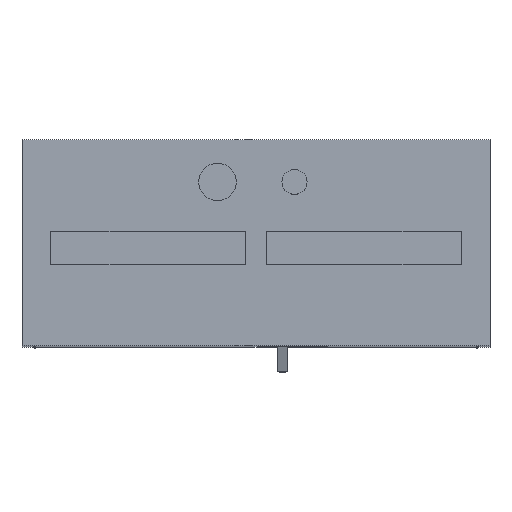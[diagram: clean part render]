
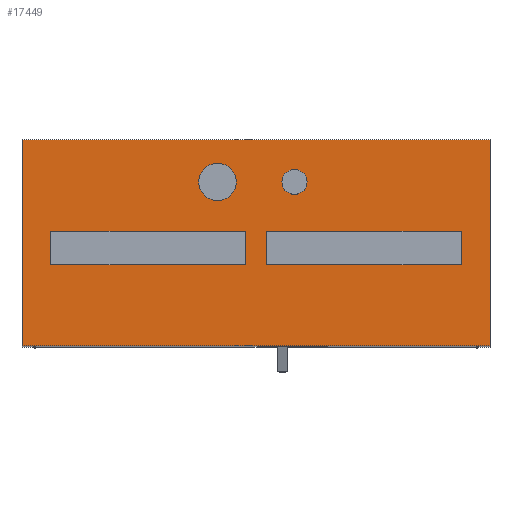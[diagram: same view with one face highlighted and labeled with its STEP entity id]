
A CAD part, top view. The second image highlights one B-rep face of the part: STEP entity #17449.
In plain terms, the highlighted planar face has unit normal (0, 0, 1).
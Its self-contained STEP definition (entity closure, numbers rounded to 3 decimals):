
#447=CIRCLE('',#18531,40.);
#449=CIRCLE('',#18535,37.5);
#603=FACE_BOUND('',#1807,.T.);
#604=FACE_BOUND('',#1808,.T.);
#605=FACE_BOUND('',#1809,.T.);
#606=FACE_BOUND('',#1810,.T.);
#823=FACE_OUTER_BOUND('',#1806,.T.);
#1806=EDGE_LOOP('',(#11263,#11264,#11265,#11266));
#1807=EDGE_LOOP('',(#11267,#11268,#11269,#11270));
#1808=EDGE_LOOP('',(#11271,#11272,#11273,#11274));
#1809=EDGE_LOOP('',(#11275));
#1810=EDGE_LOOP('',(#11276));
#2952=LINE('',#23663,#4977);
#2956=LINE('',#23671,#4981);
#2959=LINE('',#23677,#4984);
#2962=LINE('',#23682,#4987);
#2964=LINE('',#23688,#4989);
#2968=LINE('',#23696,#4993);
#2971=LINE('',#23702,#4996);
#2974=LINE('',#23707,#4999);
#2994=LINE('',#23762,#5019);
#2998=LINE('',#23769,#5023);
#2999=LINE('',#23772,#5024);
#3000=LINE('',#23773,#5025);
#4977=VECTOR('',#19728,10.);
#4981=VECTOR('',#19734,10.);
#4984=VECTOR('',#19739,10.);
#4987=VECTOR('',#19744,10.);
#4989=VECTOR('',#19750,10.);
#4993=VECTOR('',#19756,10.);
#4996=VECTOR('',#19761,10.);
#4999=VECTOR('',#19766,10.);
#5019=VECTOR('',#19824,10.);
#5023=VECTOR('',#19830,10.);
#5024=VECTOR('',#19833,10.);
#5025=VECTOR('',#19834,10.);
#6948=VERTEX_POINT('',#23661);
#6949=VERTEX_POINT('',#23662);
#6952=VERTEX_POINT('',#23670);
#6954=VERTEX_POINT('',#23676);
#6956=VERTEX_POINT('',#23686);
#6957=VERTEX_POINT('',#23687);
#6960=VERTEX_POINT('',#23695);
#6962=VERTEX_POINT('',#23701);
#6965=VERTEX_POINT('',#23713);
#6967=VERTEX_POINT('',#23719);
#6978=VERTEX_POINT('',#23759);
#6979=VERTEX_POINT('',#23761);
#6981=VERTEX_POINT('',#23767);
#6982=VERTEX_POINT('',#23771);
#8590=EDGE_CURVE('',#6948,#6949,#2952,.T.);
#8594=EDGE_CURVE('',#6952,#6948,#2956,.T.);
#8597=EDGE_CURVE('',#6954,#6952,#2959,.T.);
#8600=EDGE_CURVE('',#6949,#6954,#2962,.T.);
#8602=EDGE_CURVE('',#6956,#6957,#2964,.T.);
#8606=EDGE_CURVE('',#6960,#6956,#2968,.T.);
#8609=EDGE_CURVE('',#6962,#6960,#2971,.T.);
#8612=EDGE_CURVE('',#6957,#6962,#2974,.T.);
#8615=EDGE_CURVE('',#6965,#6965,#447,.T.);
#8617=EDGE_CURVE('',#6967,#6967,#449,.T.);
#8636=EDGE_CURVE('',#6978,#6979,#2994,.T.);
#8640=EDGE_CURVE('',#6978,#6981,#2998,.T.);
#8641=EDGE_CURVE('',#6982,#6981,#2999,.T.);
#8642=EDGE_CURVE('',#6979,#6982,#3000,.T.);
#11263=ORIENTED_EDGE('',*,*,#8640,.T.);
#11264=ORIENTED_EDGE('',*,*,#8641,.F.);
#11265=ORIENTED_EDGE('',*,*,#8642,.F.);
#11266=ORIENTED_EDGE('',*,*,#8636,.F.);
#11267=ORIENTED_EDGE('',*,*,#8590,.T.);
#11268=ORIENTED_EDGE('',*,*,#8600,.T.);
#11269=ORIENTED_EDGE('',*,*,#8597,.T.);
#11270=ORIENTED_EDGE('',*,*,#8594,.T.);
#11271=ORIENTED_EDGE('',*,*,#8602,.T.);
#11272=ORIENTED_EDGE('',*,*,#8612,.T.);
#11273=ORIENTED_EDGE('',*,*,#8609,.T.);
#11274=ORIENTED_EDGE('',*,*,#8606,.T.);
#11275=ORIENTED_EDGE('',*,*,#8615,.T.);
#11276=ORIENTED_EDGE('',*,*,#8617,.T.);
#15729=PLANE('',#18548);
#17449=ADVANCED_FACE('',(#823,#603,#604,#605,#606),#15729,.T.);
#18531=AXIS2_PLACEMENT_3D('',#23714,#19774,#19775);
#18535=AXIS2_PLACEMENT_3D('',#23720,#19782,#19783);
#18548=AXIS2_PLACEMENT_3D('',#23770,#19831,#19832);
#19728=DIRECTION('',(0.,1.,0.));
#19734=DIRECTION('',(-1.,0.,0.));
#19739=DIRECTION('',(0.,-1.,0.));
#19744=DIRECTION('',(1.,0.,0.));
#19750=DIRECTION('',(0.,1.,0.));
#19756=DIRECTION('',(-1.,0.,0.));
#19761=DIRECTION('',(0.,-1.,0.));
#19766=DIRECTION('',(1.,0.,0.));
#19774=DIRECTION('center_axis',(0.,0.,-1.));
#19775=DIRECTION('ref_axis',(-1.,0.,0.));
#19782=DIRECTION('center_axis',(0.,0.,-1.));
#19783=DIRECTION('ref_axis',(-1.,0.,0.));
#19824=DIRECTION('',(1.,0.,0.));
#19830=DIRECTION('',(0.,-1.,0.));
#19831=DIRECTION('center_axis',(0.,0.,1.));
#19832=DIRECTION('ref_axis',(-1.,0.,0.));
#19833=DIRECTION('',(-1.,0.,0.));
#19834=DIRECTION('',(0.,-1.,0.));
#23661=CARTESIAN_POINT('',(-612.553,-65.5,1025.125));
#23662=CARTESIAN_POINT('',(-612.553,34.5,1025.125));
#23663=CARTESIAN_POINT('',(-612.553,-32.75,1025.125));
#23670=CARTESIAN_POINT('',(-32.553,-65.5,1025.125));
#23671=CARTESIAN_POINT('',(333.25,-65.5,1025.125));
#23676=CARTESIAN_POINT('',(-32.553,34.5,1025.125));
#23677=CARTESIAN_POINT('',(-32.553,17.25,1025.125));
#23682=CARTESIAN_POINT('',(43.25,34.5,1025.125));
#23686=CARTESIAN_POINT('',(32.552,-65.5,1025.125));
#23687=CARTESIAN_POINT('',(32.552,34.5,1025.125));
#23688=CARTESIAN_POINT('',(32.552,-32.75,1025.125));
#23695=CARTESIAN_POINT('',(612.553,-65.5,1025.125));
#23696=CARTESIAN_POINT('',(655.803,-65.5,1025.125));
#23701=CARTESIAN_POINT('',(612.553,34.5,1025.125));
#23702=CARTESIAN_POINT('',(612.553,17.25,1025.125));
#23707=CARTESIAN_POINT('',(365.803,34.5,1025.125));
#23713=CARTESIAN_POINT('',(-75.,182.,1025.125));
#23714=CARTESIAN_POINT('Origin',(-115.,182.,1025.125));
#23719=CARTESIAN_POINT('',(152.5,182.,1025.125));
#23720=CARTESIAN_POINT('Origin',(115.,182.,1025.125));
#23759=CARTESIAN_POINT('',(-699.053,307.75,1025.125));
#23761=CARTESIAN_POINT('',(699.053,307.75,1025.125));
#23762=CARTESIAN_POINT('',(699.053,307.75,1025.125));
#23767=CARTESIAN_POINT('',(-699.053,-307.75,1025.125));
#23769=CARTESIAN_POINT('',(-699.053,0.,1025.125));
#23770=CARTESIAN_POINT('Origin',(699.053,0.,1025.125));
#23771=CARTESIAN_POINT('',(699.053,-307.75,1025.125));
#23772=CARTESIAN_POINT('',(699.053,-307.75,1025.125));
#23773=CARTESIAN_POINT('',(699.053,0.,1025.125));
